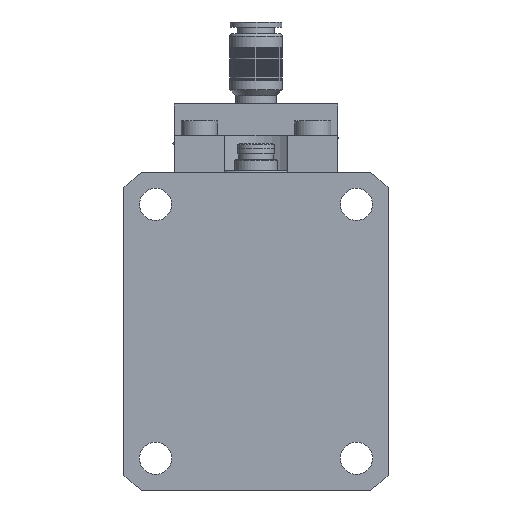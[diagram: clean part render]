
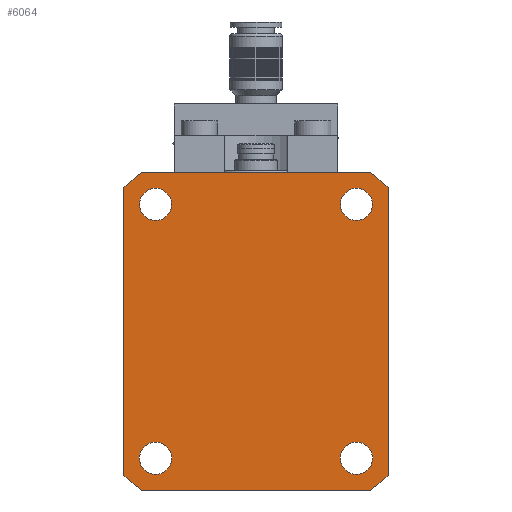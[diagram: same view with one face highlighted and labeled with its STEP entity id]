
A CAD part, front view. The second image highlights one B-rep face of the part: STEP entity #6064.
In plain terms, the highlighted planar face has unit normal (0, -1, 0).
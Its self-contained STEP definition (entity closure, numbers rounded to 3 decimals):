
#16 = DIRECTION ( 'NONE',  ( 0., 1., 0. ) ) ;
#133 = VERTEX_POINT ( 'NONE', #4253 ) ;
#342 = CARTESIAN_POINT ( 'NONE',  ( -21.656, 0., -30. ) ) ;
#379 = CARTESIAN_POINT ( 'NONE',  ( 25., 0., -27.276 ) ) ;
#604 = ORIENTED_EDGE ( 'NONE', *, *, #996, .F. ) ;
#627 = CARTESIAN_POINT ( 'NONE',  ( 19., 0., -20.95 ) ) ;
#683 = CARTESIAN_POINT ( 'NONE',  ( -21.656, 0., 30. ) ) ;
#704 = CIRCLE ( 'NONE', #4474, 37. ) ;
#731 = AXIS2_PLACEMENT_3D ( 'NONE', #2959, #2523, #936 ) ;
#754 = EDGE_LOOP ( 'NONE', ( #604, #2647, #5288, #4063, #1637, #3888, #6387, #3303 ) ) ;
#936 = DIRECTION ( 'NONE',  ( 0., 0., 1. ) ) ;
#954 = CIRCLE ( 'NONE', #2464, 3.05 ) ;
#961 = LINE ( 'NONE', #2582, #5359 ) ;
#990 = CARTESIAN_POINT ( 'NONE',  ( -21.656, 0., 30. ) ) ;
#996 = EDGE_CURVE ( 'NONE', #1155, #2352, #2360, .T. ) ;
#1051 = CIRCLE ( 'NONE', #2988, 37. ) ;
#1081 = FACE_BOUND ( 'NONE', #5659, .T. ) ;
#1138 = DIRECTION ( 'NONE',  ( 0., 0., 1. ) ) ;
#1155 = VERTEX_POINT ( 'NONE', #342 ) ;
#1160 = EDGE_CURVE ( 'NONE', #133, #133, #6131, .T. ) ;
#1416 = EDGE_CURVE ( 'NONE', #6683, #4775, #704, .T. ) ;
#1432 = EDGE_LOOP ( 'NONE', ( #2749 ) ) ;
#1436 = DIRECTION ( 'NONE',  ( -1., 0., 0. ) ) ;
#1459 = DIRECTION ( 'NONE',  ( 0., 0., 1. ) ) ;
#1503 = ORIENTED_EDGE ( 'NONE', *, *, #1160, .T. ) ;
#1577 = ORIENTED_EDGE ( 'NONE', *, *, #6573, .T. ) ;
#1582 = CARTESIAN_POINT ( 'NONE',  ( 0., 0., 0. ) ) ;
#1637 = ORIENTED_EDGE ( 'NONE', *, *, #3836, .F. ) ;
#2055 = DIRECTION ( 'NONE',  ( 0., 0., 1. ) ) ;
#2064 = FACE_BOUND ( 'NONE', #5997, .T. ) ;
#2246 = VERTEX_POINT ( 'NONE', #683 ) ;
#2259 = CARTESIAN_POINT ( 'NONE',  ( 19., 0., 27.05 ) ) ;
#2286 = DIRECTION ( 'NONE',  ( 0., 1., 0. ) ) ;
#2352 = VERTEX_POINT ( 'NONE', #3830 ) ;
#2360 = CIRCLE ( 'NONE', #731, 37. ) ;
#2407 = DIRECTION ( 'NONE',  ( 0., 1., 0. ) ) ;
#2412 = DIRECTION ( 'NONE',  ( 0., 0., 1. ) ) ;
#2464 = AXIS2_PLACEMENT_3D ( 'NONE', #3455, #3483, #5510 ) ;
#2500 = DIRECTION ( 'NONE',  ( 0., 0., 1. ) ) ;
#2523 = DIRECTION ( 'NONE',  ( 0., 1., 0. ) ) ;
#2530 = FACE_BOUND ( 'NONE', #6240, .T. ) ;
#2550 = CARTESIAN_POINT ( 'NONE',  ( 25., 0., 27.276 ) ) ;
#2582 = CARTESIAN_POINT ( 'NONE',  ( -21.656, 0., -30. ) ) ;
#2601 = CARTESIAN_POINT ( 'NONE',  ( 0., 0., 0. ) ) ;
#2647 = ORIENTED_EDGE ( 'NONE', *, *, #6691, .F. ) ;
#2708 = DIRECTION ( 'NONE',  ( 0., 1., 0. ) ) ;
#2749 = ORIENTED_EDGE ( 'NONE', *, *, #5453, .T. ) ;
#2884 = AXIS2_PLACEMENT_3D ( 'NONE', #4397, #2286, #3332 ) ;
#2959 = CARTESIAN_POINT ( 'NONE',  ( 0., 0., 0. ) ) ;
#2988 = AXIS2_PLACEMENT_3D ( 'NONE', #1582, #3599, #2055 ) ;
#3043 = VERTEX_POINT ( 'NONE', #2550 ) ;
#3045 = DIRECTION ( 'NONE',  ( 0., 1., 0. ) ) ;
#3051 = EDGE_CURVE ( 'NONE', #3668, #2246, #1051, .T. ) ;
#3184 = CARTESIAN_POINT ( 'NONE',  ( -25., 0., 27.276 ) ) ;
#3186 = LINE ( 'NONE', #4601, #5901 ) ;
#3274 = CARTESIAN_POINT ( 'NONE',  ( 19., 0., 24. ) ) ;
#3284 = VERTEX_POINT ( 'NONE', #4900 ) ;
#3303 = ORIENTED_EDGE ( 'NONE', *, *, #4574, .F. ) ;
#3332 = DIRECTION ( 'NONE',  ( 0., 0., 1. ) ) ;
#3393 = CARTESIAN_POINT ( 'NONE',  ( 21.656, 0., -30. ) ) ;
#3455 = CARTESIAN_POINT ( 'NONE',  ( -19., 0., -24. ) ) ;
#3483 = DIRECTION ( 'NONE',  ( 0., 1., 0. ) ) ;
#3540 = AXIS2_PLACEMENT_3D ( 'NONE', #4429, #4931, #2412 ) ;
#3599 = DIRECTION ( 'NONE',  ( 0., 1., 0. ) ) ;
#3601 = CARTESIAN_POINT ( 'NONE',  ( -19., 0., -20.95 ) ) ;
#3608 = FACE_OUTER_BOUND ( 'NONE', #754, .T. ) ;
#3630 = EDGE_CURVE ( 'NONE', #2246, #3284, #5140, .T. ) ;
#3668 = VERTEX_POINT ( 'NONE', #3184 ) ;
#3830 = CARTESIAN_POINT ( 'NONE',  ( -25., 0., -27.276 ) ) ;
#3836 = EDGE_CURVE ( 'NONE', #3284, #3043, #4375, .T. ) ;
#3888 = ORIENTED_EDGE ( 'NONE', *, *, #3630, .F. ) ;
#4063 = ORIENTED_EDGE ( 'NONE', *, *, #4950, .F. ) ;
#4122 = DIRECTION ( 'NONE',  ( 0., 0., 1. ) ) ;
#4123 = EDGE_CURVE ( 'NONE', #6304, #6304, #5138, .T. ) ;
#4224 = DIRECTION ( 'NONE',  ( 0., 0., -1. ) ) ;
#4253 = CARTESIAN_POINT ( 'NONE',  ( -19., 0., 27.05 ) ) ;
#4375 = CIRCLE ( 'NONE', #4911, 37. ) ;
#4382 = AXIS2_PLACEMENT_3D ( 'NONE', #2601, #16, #2500 ) ;
#4397 = CARTESIAN_POINT ( 'NONE',  ( 19., 0., -24. ) ) ;
#4429 = CARTESIAN_POINT ( 'NONE',  ( -19., 0., 24. ) ) ;
#4474 = AXIS2_PLACEMENT_3D ( 'NONE', #4691, #3045, #4122 ) ;
#4542 = VERTEX_POINT ( 'NONE', #3601 ) ;
#4547 = LINE ( 'NONE', #6142, #5462 ) ;
#4574 = EDGE_CURVE ( 'NONE', #2352, #3668, #4547, .T. ) ;
#4581 = PLANE ( 'NONE',  #4382 ) ;
#4601 = CARTESIAN_POINT ( 'NONE',  ( 25., 0., 27.276 ) ) ;
#4691 = CARTESIAN_POINT ( 'NONE',  ( 0., 0., 0. ) ) ;
#4755 = DIRECTION ( 'NONE',  ( 0., 0., 1. ) ) ;
#4775 = VERTEX_POINT ( 'NONE', #3393 ) ;
#4900 = CARTESIAN_POINT ( 'NONE',  ( 21.656, 0., 30. ) ) ;
#4907 = VECTOR ( 'NONE', #6221, 1000. ) ;
#4911 = AXIS2_PLACEMENT_3D ( 'NONE', #5941, #2407, #1459 ) ;
#4931 = DIRECTION ( 'NONE',  ( 0., 1., 0. ) ) ;
#4950 = EDGE_CURVE ( 'NONE', #3043, #6683, #3186, .T. ) ;
#5138 = CIRCLE ( 'NONE', #6213, 3.05 ) ;
#5140 = LINE ( 'NONE', #990, #4907 ) ;
#5204 = ORIENTED_EDGE ( 'NONE', *, *, #4123, .T. ) ;
#5288 = ORIENTED_EDGE ( 'NONE', *, *, #1416, .F. ) ;
#5359 = VECTOR ( 'NONE', #1436, 1000. ) ;
#5453 = EDGE_CURVE ( 'NONE', #4542, #4542, #954, .T. ) ;
#5462 = VECTOR ( 'NONE', #1138, 1000. ) ;
#5510 = DIRECTION ( 'NONE',  ( 0., 0., 1. ) ) ;
#5659 = EDGE_LOOP ( 'NONE', ( #1503 ) ) ;
#5797 = VERTEX_POINT ( 'NONE', #627 ) ;
#5802 = CIRCLE ( 'NONE', #2884, 3.05 ) ;
#5901 = VECTOR ( 'NONE', #4224, 1000. ) ;
#5941 = CARTESIAN_POINT ( 'NONE',  ( 0., 0., 0. ) ) ;
#5997 = EDGE_LOOP ( 'NONE', ( #1577 ) ) ;
#6064 = ADVANCED_FACE ( 'NONE', ( #1081, #2530, #2064, #6144, #3608 ), #4581, .F. ) ;
#6131 = CIRCLE ( 'NONE', #3540, 3.05 ) ;
#6142 = CARTESIAN_POINT ( 'NONE',  ( -25., 0., 27.276 ) ) ;
#6144 = FACE_BOUND ( 'NONE', #1432, .T. ) ;
#6213 = AXIS2_PLACEMENT_3D ( 'NONE', #3274, #2708, #4755 ) ;
#6221 = DIRECTION ( 'NONE',  ( 1., 0., 0. ) ) ;
#6240 = EDGE_LOOP ( 'NONE', ( #5204 ) ) ;
#6304 = VERTEX_POINT ( 'NONE', #2259 ) ;
#6387 = ORIENTED_EDGE ( 'NONE', *, *, #3051, .F. ) ;
#6573 = EDGE_CURVE ( 'NONE', #5797, #5797, #5802, .T. ) ;
#6683 = VERTEX_POINT ( 'NONE', #379 ) ;
#6691 = EDGE_CURVE ( 'NONE', #4775, #1155, #961, .T. ) ;
